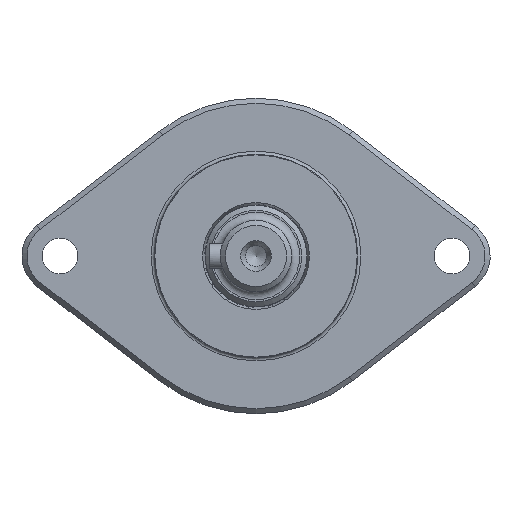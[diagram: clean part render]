
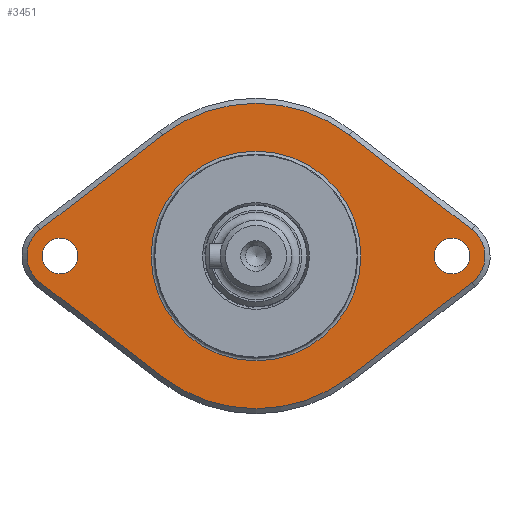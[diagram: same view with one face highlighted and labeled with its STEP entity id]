
A CAD part, left-side view. The second image highlights one B-rep face of the part: STEP entity #3451.
In plain terms, the highlighted planar face has unit normal (-1, 0, 0).
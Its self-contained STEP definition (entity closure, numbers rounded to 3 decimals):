
#270=FACE_BOUND('',#1231,.T.);
#271=FACE_BOUND('',#1232,.T.);
#272=FACE_BOUND('',#1233,.T.);
#546=LINE('',#5823,#817);
#547=LINE('',#5827,#818);
#548=LINE('',#5831,#819);
#549=LINE('',#5834,#820);
#817=VECTOR('',#4619,10.);
#818=VECTOR('',#4622,10.);
#819=VECTOR('',#4625,10.);
#820=VECTOR('',#4628,10.);
#1023=FACE_OUTER_BOUND('',#1230,.T.);
#1230=EDGE_LOOP('',(#2978,#2979,#2980,#2981,#2982,#2983,#2984,#2985));
#1231=EDGE_LOOP('',(#2986,#2987));
#1232=EDGE_LOOP('',(#2988));
#1233=EDGE_LOOP('',(#2989));
#1385=CIRCLE('',#3737,20.6);
#1387=CIRCLE('',#3739,20.6);
#1389=CIRCLE('',#3742,3.5);
#1393=CIRCLE('',#3749,3.5);
#1402=CIRCLE('',#3769,6.5);
#1403=CIRCLE('',#3770,30.);
#1404=CIRCLE('',#3771,6.5);
#1405=CIRCLE('',#3772,30.);
#1698=VERTEX_POINT('',#5735);
#1699=VERTEX_POINT('',#5736);
#1701=VERTEX_POINT('',#5743);
#1709=VERTEX_POINT('',#5764);
#1725=VERTEX_POINT('',#5819);
#1726=VERTEX_POINT('',#5820);
#1727=VERTEX_POINT('',#5822);
#1728=VERTEX_POINT('',#5824);
#1729=VERTEX_POINT('',#5826);
#1730=VERTEX_POINT('',#5828);
#1731=VERTEX_POINT('',#5830);
#1732=VERTEX_POINT('',#5832);
#2116=EDGE_CURVE('',#1698,#1699,#1385,.T.);
#2118=EDGE_CURVE('',#1699,#1698,#1387,.T.);
#2121=EDGE_CURVE('',#1701,#1701,#1389,.T.);
#2131=EDGE_CURVE('',#1709,#1709,#1393,.T.);
#2158=EDGE_CURVE('',#1725,#1726,#1402,.T.);
#2159=EDGE_CURVE('',#1727,#1725,#546,.T.);
#2160=EDGE_CURVE('',#1728,#1727,#1403,.T.);
#2161=EDGE_CURVE('',#1729,#1728,#547,.T.);
#2162=EDGE_CURVE('',#1730,#1729,#1404,.T.);
#2163=EDGE_CURVE('',#1731,#1730,#548,.T.);
#2164=EDGE_CURVE('',#1732,#1731,#1405,.T.);
#2165=EDGE_CURVE('',#1726,#1732,#549,.T.);
#2978=ORIENTED_EDGE('',*,*,#2158,.F.);
#2979=ORIENTED_EDGE('',*,*,#2159,.F.);
#2980=ORIENTED_EDGE('',*,*,#2160,.F.);
#2981=ORIENTED_EDGE('',*,*,#2161,.F.);
#2982=ORIENTED_EDGE('',*,*,#2162,.F.);
#2983=ORIENTED_EDGE('',*,*,#2163,.F.);
#2984=ORIENTED_EDGE('',*,*,#2164,.F.);
#2985=ORIENTED_EDGE('',*,*,#2165,.F.);
#2986=ORIENTED_EDGE('',*,*,#2116,.F.);
#2987=ORIENTED_EDGE('',*,*,#2118,.F.);
#2988=ORIENTED_EDGE('',*,*,#2121,.T.);
#2989=ORIENTED_EDGE('',*,*,#2131,.T.);
#3293=PLANE('',#3768);
#3451=ADVANCED_FACE('',(#1023,#270,#271,#272),#3293,.T.);
#3737=AXIS2_PLACEMENT_3D('',#5737,#4528,#4529);
#3739=AXIS2_PLACEMENT_3D('',#5739,#4532,#4533);
#3742=AXIS2_PLACEMENT_3D('',#5745,#4539,#4540);
#3749=AXIS2_PLACEMENT_3D('',#5766,#4559,#4560);
#3768=AXIS2_PLACEMENT_3D('',#5818,#4615,#4616);
#3769=AXIS2_PLACEMENT_3D('',#5821,#4617,#4618);
#3770=AXIS2_PLACEMENT_3D('',#5825,#4620,#4621);
#3771=AXIS2_PLACEMENT_3D('',#5829,#4623,#4624);
#3772=AXIS2_PLACEMENT_3D('',#5833,#4626,#4627);
#4528=DIRECTION('center_axis',(-1.,0.,0.));
#4529=DIRECTION('ref_axis',(0.,1.,0.));
#4532=DIRECTION('center_axis',(-1.,0.,0.));
#4533=DIRECTION('ref_axis',(0.,1.,0.));
#4539=DIRECTION('center_axis',(1.,0.,0.));
#4540=DIRECTION('ref_axis',(0.,0.,
1.));
#4559=DIRECTION('center_axis',(1.,0.,0.));
#4560=DIRECTION('ref_axis',(0.,0.,
1.));
#4615=DIRECTION('center_axis',(-1.,0.,0.));
#4616=DIRECTION('ref_axis',(0.,0.,
1.));
#4617=DIRECTION('center_axis',(1.,0.,0.));
#4618=DIRECTION('ref_axis',(0.,0.61,-0.792));
#4619=DIRECTION('',(0.,0.792,0.61));
#4620=DIRECTION('center_axis',(1.,0.,0.));
#4621=DIRECTION('ref_axis',(0.,-0.61,-0.792));
#4622=DIRECTION('',(0.,0.792,-0.61));
#4623=DIRECTION('center_axis',(1.,0.,0.));
#4624=DIRECTION('ref_axis',(0.,-0.61,0.792));
#4625=DIRECTION('',(0.,-0.792,-0.61));
#4626=DIRECTION('center_axis',(1.,0.,0.));
#4627=DIRECTION('ref_axis',(0.,0.61,0.792));
#4628=DIRECTION('',(0.,-0.792,0.61));
#5735=CARTESIAN_POINT('',(-98.2,20.6,0.));
#5736=CARTESIAN_POINT('',(-98.2,0.,-20.6));
#5737=CARTESIAN_POINT('Origin',(-98.2,0.,0.));
#5739=CARTESIAN_POINT('Origin',(-98.2,0.,0.));
#5743=CARTESIAN_POINT('',(-98.2,38.5,-3.5));
#5745=CARTESIAN_POINT('Origin',(-98.2,38.5,0.));
#5764=CARTESIAN_POINT('',(-98.2,-38.5,-3.5));
#5766=CARTESIAN_POINT('Origin',(-98.2,-38.5,0.));
#5818=CARTESIAN_POINT('Origin',(-98.2,33.3,0.));
#5819=CARTESIAN_POINT('',(-98.2,42.468,-5.149));
#5820=CARTESIAN_POINT('',(-98.2,42.468,5.149));
#5821=CARTESIAN_POINT('Origin',(-98.2,38.5,0.));
#5822=CARTESIAN_POINT('',(-98.2,18.312,-23.763));
#5823=CARTESIAN_POINT('',(-98.2,40.836,-6.406));
#5824=CARTESIAN_POINT('',(-98.2,-18.312,-23.763));
#5825=CARTESIAN_POINT('Origin',(-98.2,0.,
0.));
#5826=CARTESIAN_POINT('',(-98.2,-42.468,-5.149));
#5827=CARTESIAN_POINT('',(-98.2,-7.865,-31.813));
#5828=CARTESIAN_POINT('',(-98.2,-42.468,5.149));
#5829=CARTESIAN_POINT('Origin',(-98.2,-38.5,0.));
#5830=CARTESIAN_POINT('',(-98.2,-18.312,23.763));
#5831=CARTESIAN_POINT('',(-98.2,-19.943,22.506));
#5832=CARTESIAN_POINT('',(-98.2,18.312,23.763));
#5833=CARTESIAN_POINT('Origin',(-98.2,0.,
0.));
#5834=CARTESIAN_POINT('',(-98.2,28.758,15.713));
